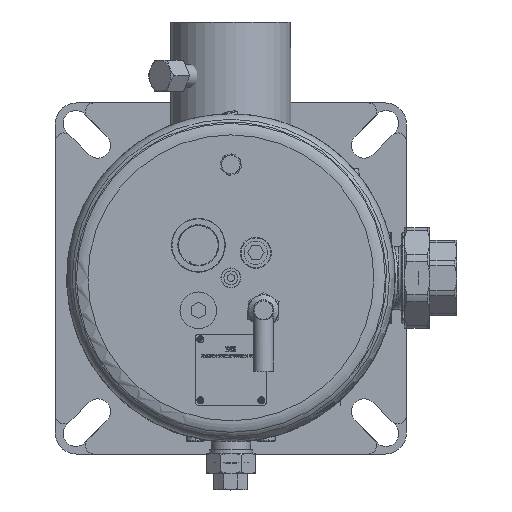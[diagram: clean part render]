
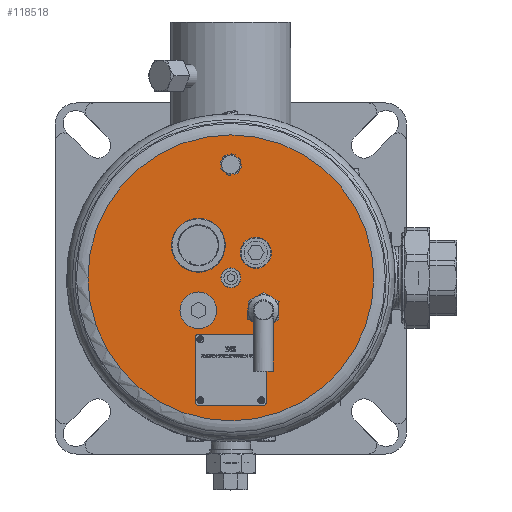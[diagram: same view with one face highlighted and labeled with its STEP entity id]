
A CAD part, top view. The second image highlights one B-rep face of the part: STEP entity #118518.
In plain terms, the highlighted planar face has unit normal (0, 0, 1).
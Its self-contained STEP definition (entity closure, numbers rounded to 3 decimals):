
#12210=PLANE('',#125751);
#17629=FACE_OUTER_BOUND('',#24398,.T.);
#24398=EDGE_LOOP('',(#85001));
#50735=CIRCLE('',#125752,101.);
#55005=VERTEX_POINT('',#168653);
#66769=EDGE_CURVE('',#55005,#55005,#50735,.T.);
#85001=ORIENTED_EDGE('',*,*,#66769,.F.);
#118518=ADVANCED_FACE('',(#17629),#12210,.F.);
#125751=AXIS2_PLACEMENT_3D('',#168652,#137406,#137407);
#125752=AXIS2_PLACEMENT_3D('',#168654,#137408,#137409);
#137406=DIRECTION('center_axis',(0.,0.,
-1.));
#137407=DIRECTION('ref_axis',(0.,1.,0.));
#137408=DIRECTION('center_axis',(0.,0.,
-1.));
#137409=DIRECTION('ref_axis',(0.,1.,0.));
#168652=CARTESIAN_POINT('Origin',(0.,0.,
249.));
#168653=CARTESIAN_POINT('',(0.,-101.,249.));
#168654=CARTESIAN_POINT('Origin',(0.,0.,
249.));
